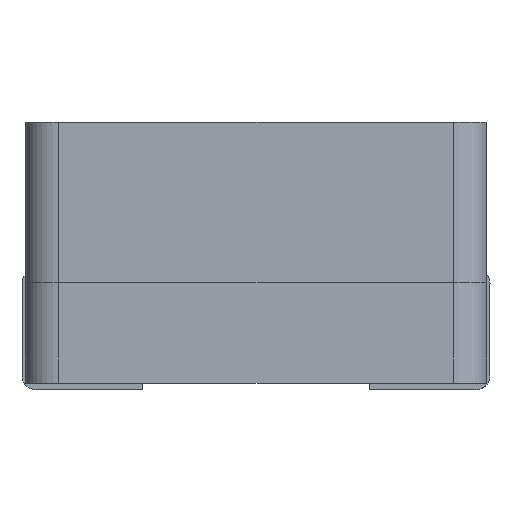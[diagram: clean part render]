
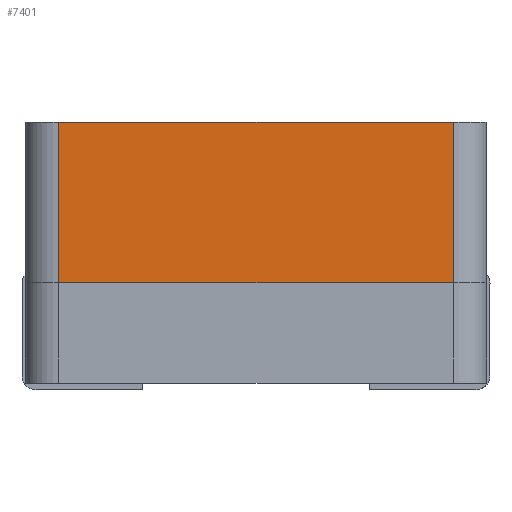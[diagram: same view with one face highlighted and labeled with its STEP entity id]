
A CAD part, front view. The second image highlights one B-rep face of the part: STEP entity #7401.
In plain terms, the highlighted planar face has unit normal (0, -1, 0).
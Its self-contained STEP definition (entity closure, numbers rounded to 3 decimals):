
#128 = CYLINDRICAL_SURFACE('',#129,0.5);
#129 = AXIS2_PLACEMENT_3D('',#130,#131,#132);
#130 = CARTESIAN_POINT('',(2.95,-2.95,3.999));
#131 = DIRECTION('',(0.,0.,1.));
#132 = DIRECTION('',(0.,-1.,0.));
#176 = PLANE('',#177);
#177 = AXIS2_PLACEMENT_3D('',#178,#179,#180);
#178 = CARTESIAN_POINT('',(2.95,-2.95,3.999));
#179 = DIRECTION('',(0.,0.,1.));
#180 = DIRECTION('',(0.,1.,0.));
#275 = VERTEX_POINT('',#276);
#276 = CARTESIAN_POINT('',(-2.95,-3.45,3.999));
#291 = CYLINDRICAL_SURFACE('',#292,0.5);
#292 = AXIS2_PLACEMENT_3D('',#293,#294,#295);
#293 = CARTESIAN_POINT('',(-2.95,-2.95,3.999));
#294 = DIRECTION('',(0.,0.,1.));
#295 = DIRECTION('',(0.,-1.,0.));
#325 = EDGE_CURVE('',#275,#326,#328,.T.);
#326 = VERTEX_POINT('',#327);
#327 = CARTESIAN_POINT('',(2.95,-3.45,3.999));
#328 = SURFACE_CURVE('',#329,(#333,#340),.PCURVE_S1.);
#329 = LINE('',#330,#331);
#330 = CARTESIAN_POINT('',(-2.95,-3.45,3.999));
#331 = VECTOR('',#332,1.);
#332 = DIRECTION('',(1.,0.,0.));
#333 = PCURVE('',#176,#334);
#334 = DEFINITIONAL_REPRESENTATION('',(#335),#339);
#335 = LINE('',#336,#337);
#336 = CARTESIAN_POINT('',(-0.5,5.9));
#337 = VECTOR('',#338,1.);
#338 = DIRECTION('',(0.,-1.));
#339 = ( GEOMETRIC_REPRESENTATION_CONTEXT(2) 
PARAMETRIC_REPRESENTATION_CONTEXT() REPRESENTATION_CONTEXT('2D SPACE',''
  ) );
#340 = PCURVE('',#341,#346);
#341 = PLANE('',#342);
#342 = AXIS2_PLACEMENT_3D('',#343,#344,#345);
#343 = CARTESIAN_POINT('',(-2.95,-3.45,3.999));
#344 = DIRECTION('',(0.,1.,0.));
#345 = DIRECTION('',(-1.,0.,0.));
#346 = DEFINITIONAL_REPRESENTATION('',(#347),#351);
#347 = LINE('',#348,#349);
#348 = CARTESIAN_POINT('',(0.,0.));
#349 = VECTOR('',#350,1.);
#350 = DIRECTION('',(-1.,0.));
#351 = ( GEOMETRIC_REPRESENTATION_CONTEXT(2) 
PARAMETRIC_REPRESENTATION_CONTEXT() REPRESENTATION_CONTEXT('2D SPACE',''
  ) );
#6516 = VERTEX_POINT('',#6517);
#6517 = CARTESIAN_POINT('',(2.95,-3.45,1.599));
#6568 = EDGE_CURVE('',#326,#6516,#6569,.T.);
#6569 = SURFACE_CURVE('',#6570,(#6574,#6603),.PCURVE_S1.);
#6570 = LINE('',#6571,#6572);
#6571 = CARTESIAN_POINT('',(2.95,-3.45,3.999));
#6572 = VECTOR('',#6573,1.);
#6573 = DIRECTION('',(0.,0.,-1.));
#6574 = PCURVE('',#128,#6575);
#6575 = DEFINITIONAL_REPRESENTATION('',(#6576),#6602);
#6576 = B_SPLINE_CURVE_WITH_KNOTS('',3,(#6577,#6578,#6579,#6580,#6581,
    #6582,#6583,#6584,#6585,#6586,#6587,#6588,#6589,#6590,#6591,#6592,
    #6593,#6594,#6595,#6596,#6597,#6598,#6599,#6600,#6601),
  .UNSPECIFIED.,.F.,.F.,(4,1,1,1,1,1,1,1,1,1,1,1,1,1,1,1,1,1,1,1,1,1,4),
  (0.,0.109,0.218,0.327,0.436,
    0.545,0.655,0.764,0.873,
    0.982,1.091,1.2,1.309,1.418,
    1.527,1.636,1.745,1.855,
    1.964,2.073,2.182,2.291,2.4),
  .QUASI_UNIFORM_KNOTS.);
#6577 = CARTESIAN_POINT('',(0.,0.));
#6578 = CARTESIAN_POINT('',(0.,-0.036));
#6579 = CARTESIAN_POINT('',(0.,-0.109));
#6580 = CARTESIAN_POINT('',(0.,-0.218));
#6581 = CARTESIAN_POINT('',(0.,-0.327));
#6582 = CARTESIAN_POINT('',(0.,-0.436));
#6583 = CARTESIAN_POINT('',(0.,-0.545));
#6584 = CARTESIAN_POINT('',(0.,-0.655));
#6585 = CARTESIAN_POINT('',(0.,-0.764));
#6586 = CARTESIAN_POINT('',(0.,-0.873));
#6587 = CARTESIAN_POINT('',(0.,-0.982));
#6588 = CARTESIAN_POINT('',(0.,-1.091));
#6589 = CARTESIAN_POINT('',(0.,-1.2));
#6590 = CARTESIAN_POINT('',(0.,-1.309));
#6591 = CARTESIAN_POINT('',(0.,-1.418));
#6592 = CARTESIAN_POINT('',(0.,-1.527));
#6593 = CARTESIAN_POINT('',(0.,-1.636));
#6594 = CARTESIAN_POINT('',(0.,-1.745));
#6595 = CARTESIAN_POINT('',(0.,-1.855));
#6596 = CARTESIAN_POINT('',(0.,-1.964));
#6597 = CARTESIAN_POINT('',(0.,-2.073));
#6598 = CARTESIAN_POINT('',(0.,-2.182));
#6599 = CARTESIAN_POINT('',(0.,-2.291));
#6600 = CARTESIAN_POINT('',(0.,-2.364));
#6601 = CARTESIAN_POINT('',(0.,-2.4));
#6602 = ( GEOMETRIC_REPRESENTATION_CONTEXT(2) 
PARAMETRIC_REPRESENTATION_CONTEXT() REPRESENTATION_CONTEXT('2D SPACE',''
  ) );
#6603 = PCURVE('',#341,#6604);
#6604 = DEFINITIONAL_REPRESENTATION('',(#6605),#6609);
#6605 = LINE('',#6606,#6607);
#6606 = CARTESIAN_POINT('',(-5.9,0.));
#6607 = VECTOR('',#6608,1.);
#6608 = DIRECTION('',(0.,-1.));
#6609 = ( GEOMETRIC_REPRESENTATION_CONTEXT(2) 
PARAMETRIC_REPRESENTATION_CONTEXT() REPRESENTATION_CONTEXT('2D SPACE',''
  ) );
#6800 = VERTEX_POINT('',#6801);
#6801 = CARTESIAN_POINT('',(-2.95,-3.45,1.599));
#6850 = EDGE_CURVE('',#275,#6800,#6851,.T.);
#6851 = SURFACE_CURVE('',#6852,(#6856,#6885),.PCURVE_S1.);
#6852 = LINE('',#6853,#6854);
#6853 = CARTESIAN_POINT('',(-2.95,-3.45,3.999));
#6854 = VECTOR('',#6855,1.);
#6855 = DIRECTION('',(0.,0.,-1.));
#6856 = PCURVE('',#291,#6857);
#6857 = DEFINITIONAL_REPRESENTATION('',(#6858),#6884);
#6858 = B_SPLINE_CURVE_WITH_KNOTS('',3,(#6859,#6860,#6861,#6862,#6863,
    #6864,#6865,#6866,#6867,#6868,#6869,#6870,#6871,#6872,#6873,#6874,
    #6875,#6876,#6877,#6878,#6879,#6880,#6881,#6882,#6883),
  .UNSPECIFIED.,.F.,.F.,(4,1,1,1,1,1,1,1,1,1,1,1,1,1,1,1,1,1,1,1,1,1,4),
  (0.,0.109,0.218,0.327,0.436,
    0.545,0.655,0.764,0.873,
    0.982,1.091,1.2,1.309,1.418,
    1.527,1.636,1.745,1.855,
    1.964,2.073,2.182,2.291,2.4),
  .QUASI_UNIFORM_KNOTS.);
#6859 = CARTESIAN_POINT('',(6.283,0.));
#6860 = CARTESIAN_POINT('',(6.283,-0.036));
#6861 = CARTESIAN_POINT('',(6.283,-0.109));
#6862 = CARTESIAN_POINT('',(6.283,-0.218));
#6863 = CARTESIAN_POINT('',(6.283,-0.327));
#6864 = CARTESIAN_POINT('',(6.283,-0.436));
#6865 = CARTESIAN_POINT('',(6.283,-0.545));
#6866 = CARTESIAN_POINT('',(6.283,-0.655));
#6867 = CARTESIAN_POINT('',(6.283,-0.764));
#6868 = CARTESIAN_POINT('',(6.283,-0.873));
#6869 = CARTESIAN_POINT('',(6.283,-0.982));
#6870 = CARTESIAN_POINT('',(6.283,-1.091));
#6871 = CARTESIAN_POINT('',(6.283,-1.2));
#6872 = CARTESIAN_POINT('',(6.283,-1.309));
#6873 = CARTESIAN_POINT('',(6.283,-1.418));
#6874 = CARTESIAN_POINT('',(6.283,-1.527));
#6875 = CARTESIAN_POINT('',(6.283,-1.636));
#6876 = CARTESIAN_POINT('',(6.283,-1.745));
#6877 = CARTESIAN_POINT('',(6.283,-1.855));
#6878 = CARTESIAN_POINT('',(6.283,-1.964));
#6879 = CARTESIAN_POINT('',(6.283,-2.073));
#6880 = CARTESIAN_POINT('',(6.283,-2.182));
#6881 = CARTESIAN_POINT('',(6.283,-2.291));
#6882 = CARTESIAN_POINT('',(6.283,-2.364));
#6883 = CARTESIAN_POINT('',(6.283,-2.4));
#6884 = ( GEOMETRIC_REPRESENTATION_CONTEXT(2) 
PARAMETRIC_REPRESENTATION_CONTEXT() REPRESENTATION_CONTEXT('2D SPACE',''
  ) );
#6885 = PCURVE('',#341,#6886);
#6886 = DEFINITIONAL_REPRESENTATION('',(#6887),#6891);
#6887 = LINE('',#6888,#6889);
#6888 = CARTESIAN_POINT('',(0.,0.));
#6889 = VECTOR('',#6890,1.);
#6890 = DIRECTION('',(0.,-1.));
#6891 = ( GEOMETRIC_REPRESENTATION_CONTEXT(2) 
PARAMETRIC_REPRESENTATION_CONTEXT() REPRESENTATION_CONTEXT('2D SPACE',''
  ) );
#7401 = ADVANCED_FACE('',(#7402),#341,.F.);
#7402 = FACE_BOUND('',#7403,.F.);
#7403 = EDGE_LOOP('',(#7404,#7430,#7431,#7432));
#7404 = ORIENTED_EDGE('',*,*,#7405,.F.);
#7405 = EDGE_CURVE('',#6800,#6516,#7406,.T.);
#7406 = SURFACE_CURVE('',#7407,(#7411,#7418),.PCURVE_S1.);
#7407 = LINE('',#7408,#7409);
#7408 = CARTESIAN_POINT('',(-2.95,-3.45,1.599));
#7409 = VECTOR('',#7410,1.);
#7410 = DIRECTION('',(1.,0.,0.));
#7411 = PCURVE('',#341,#7412);
#7412 = DEFINITIONAL_REPRESENTATION('',(#7413),#7417);
#7413 = LINE('',#7414,#7415);
#7414 = CARTESIAN_POINT('',(0.,-2.4));
#7415 = VECTOR('',#7416,1.);
#7416 = DIRECTION('',(-1.,0.));
#7417 = ( GEOMETRIC_REPRESENTATION_CONTEXT(2) 
PARAMETRIC_REPRESENTATION_CONTEXT() REPRESENTATION_CONTEXT('2D SPACE',''
  ) );
#7418 = PCURVE('',#7419,#7424);
#7419 = PLANE('',#7420);
#7420 = AXIS2_PLACEMENT_3D('',#7421,#7422,#7423);
#7421 = CARTESIAN_POINT('',(-2.95,-3.45,1.599));
#7422 = DIRECTION('',(0.,1.,0.));
#7423 = DIRECTION('',(0.,0.,-1.));
#7424 = DEFINITIONAL_REPRESENTATION('',(#7425),#7429);
#7425 = LINE('',#7426,#7427);
#7426 = CARTESIAN_POINT('',(0.,0.));
#7427 = VECTOR('',#7428,1.);
#7428 = DIRECTION('',(0.,-1.));
#7429 = ( GEOMETRIC_REPRESENTATION_CONTEXT(2) 
PARAMETRIC_REPRESENTATION_CONTEXT() REPRESENTATION_CONTEXT('2D SPACE',''
  ) );
#7430 = ORIENTED_EDGE('',*,*,#6850,.F.);
#7431 = ORIENTED_EDGE('',*,*,#325,.T.);
#7432 = ORIENTED_EDGE('',*,*,#6568,.T.);
